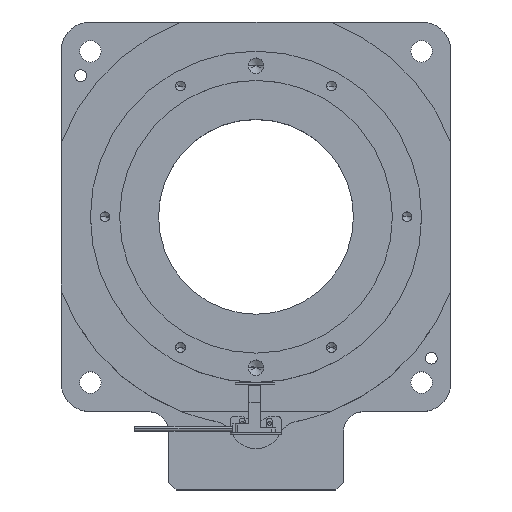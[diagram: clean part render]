
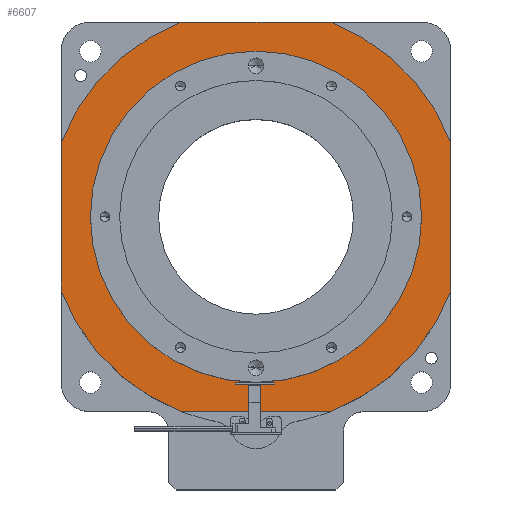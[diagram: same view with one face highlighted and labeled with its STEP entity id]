
A CAD part, top view. The second image highlights one B-rep face of the part: STEP entity #6607.
In plain terms, the highlighted planar face has unit normal (0, 0, 1).
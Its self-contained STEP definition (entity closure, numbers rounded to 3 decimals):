
#22 = EDGE_CURVE ( 'NONE', #3189, #7704, #7698, .T. ) ;
#111 = CARTESIAN_POINT ( 'NONE',  ( 0., 0., 37.6 ) ) ;
#187 = CIRCLE ( 'NONE', #1285, 85. ) ;
#260 = DIRECTION ( 'NONE',  ( 1., 0., 0. ) ) ;
#339 = DIRECTION ( 'NONE',  ( 0., 0., -1. ) ) ;
#400 = CARTESIAN_POINT ( 'NONE',  ( 85., 0., 37.6 ) ) ;
#449 = CARTESIAN_POINT ( 'NONE',  ( -38.066, -100., 37.6 ) ) ;
#573 = DIRECTION ( 'NONE',  ( 1., 0., 0. ) ) ;
#664 = CARTESIAN_POINT ( 'NONE',  ( -100., 38.066, 37.6 ) ) ;
#737 = CARTESIAN_POINT ( 'NONE',  ( 100., -38.066, 37.6 ) ) ;
#757 = ORIENTED_EDGE ( 'NONE', *, *, #2396, .T. ) ;
#860 = VERTEX_POINT ( 'NONE', #400 ) ;
#1068 = CARTESIAN_POINT ( 'NONE',  ( -100., -38.066, 37.6 ) ) ;
#1102 = VERTEX_POINT ( 'NONE', #3418 ) ;
#1130 = ORIENTED_EDGE ( 'NONE', *, *, #6302, .T. ) ;
#1150 = FACE_OUTER_BOUND ( 'NONE', #1566, .T. ) ;
#1285 = AXIS2_PLACEMENT_3D ( 'NONE', #111, #1362, #573 ) ;
#1345 = VERTEX_POINT ( 'NONE', #5311 ) ;
#1362 = DIRECTION ( 'NONE',  ( 0., 0., -1. ) ) ;
#1509 = CARTESIAN_POINT ( 'NONE',  ( -85., 0., 37.6 ) ) ;
#1566 = EDGE_LOOP ( 'NONE', ( #2518, #7478, #7908, #2923, #1130, #6661, #757, #1876 ) ) ;
#1570 = FACE_BOUND ( 'NONE', #2020, .T. ) ;
#1574 = VERTEX_POINT ( 'NONE', #8439 ) ;
#1779 = DIRECTION ( 'NONE',  ( 0., 0., 1. ) ) ;
#1820 = DIRECTION ( 'NONE',  ( 1., 0., 0. ) ) ;
#1876 = ORIENTED_EDGE ( 'NONE', *, *, #5781, .T. ) ;
#2020 = EDGE_LOOP ( 'NONE', ( #6464, #8075 ) ) ;
#2315 = CARTESIAN_POINT ( 'NONE',  ( -38.066, -100., 37.6 ) ) ;
#2396 = EDGE_CURVE ( 'NONE', #1574, #5351, #6517, .T. ) ;
#2405 = VERTEX_POINT ( 'NONE', #1509 ) ;
#2455 = CARTESIAN_POINT ( 'NONE',  ( 0., 0., 37.6 ) ) ;
#2518 = ORIENTED_EDGE ( 'NONE', *, *, #5353, .T. ) ;
#2546 = DIRECTION ( 'NONE',  ( 1., 0., 0. ) ) ;
#2880 = CARTESIAN_POINT ( 'NONE',  ( 0., 0., 37.6 ) ) ;
#2923 = ORIENTED_EDGE ( 'NONE', *, *, #22, .T. ) ;
#3189 = VERTEX_POINT ( 'NONE', #737 ) ;
#3229 = EDGE_CURVE ( 'NONE', #5649, #1102, #6874, .T. ) ;
#3347 = LINE ( 'NONE', #7853, #3916 ) ;
#3418 = CARTESIAN_POINT ( 'NONE',  ( 38.066, -100., 37.6 ) ) ;
#3435 = DIRECTION ( 'NONE',  ( -1., 0., 0. ) ) ;
#3726 = DIRECTION ( 'NONE',  ( 1., 0., 0. ) ) ;
#3774 = CARTESIAN_POINT ( 'NONE',  ( 0., 0., 37.6 ) ) ;
#3775 = CIRCLE ( 'NONE', #7246, 107. ) ;
#3916 = VECTOR ( 'NONE', #3435, 1000. ) ;
#3923 = EDGE_CURVE ( 'NONE', #860, #2405, #187, .T. ) ;
#4157 = CIRCLE ( 'NONE', #5673, 107. ) ;
#4161 = AXIS2_PLACEMENT_3D ( 'NONE', #6866, #7386, #4213 ) ;
#4213 = DIRECTION ( 'NONE',  ( 1., 0., 0. ) ) ;
#4214 = CIRCLE ( 'NONE', #5316, 107. ) ;
#4264 = CARTESIAN_POINT ( 'NONE',  ( 100., -38.066, 37.6 ) ) ;
#4477 = EDGE_CURVE ( 'NONE', #1102, #3189, #4157, .T. ) ;
#4592 = DIRECTION ( 'NONE',  ( 0., -1., 0. ) ) ;
#5183 = EDGE_CURVE ( 'NONE', #2405, #860, #5434, .T. ) ;
#5311 = CARTESIAN_POINT ( 'NONE',  ( 38.066, 100., 37.6 ) ) ;
#5316 = AXIS2_PLACEMENT_3D ( 'NONE', #2455, #6482, #2546 ) ;
#5351 = VERTEX_POINT ( 'NONE', #6378 ) ;
#5352 = VERTEX_POINT ( 'NONE', #1068 ) ;
#5353 = EDGE_CURVE ( 'NONE', #5352, #5649, #3775, .T. ) ;
#5355 = CARTESIAN_POINT ( 'NONE',  ( 100., 38.066, 37.6 ) ) ;
#5415 = VECTOR ( 'NONE', #5771, 1000. ) ;
#5434 = CIRCLE ( 'NONE', #5840, 85. ) ;
#5445 = DIRECTION ( 'NONE',  ( 1., 0., 0. ) ) ;
#5495 = EDGE_CURVE ( 'NONE', #1345, #1574, #3347, .T. ) ;
#5517 = DIRECTION ( 'NONE',  ( 1., 0., 0. ) ) ;
#5649 = VERTEX_POINT ( 'NONE', #449 ) ;
#5673 = AXIS2_PLACEMENT_3D ( 'NONE', #7024, #1779, #1820 ) ;
#5771 = DIRECTION ( 'NONE',  ( 0., 1., 0. ) ) ;
#5781 = EDGE_CURVE ( 'NONE', #5351, #5352, #7279, .T. ) ;
#5840 = AXIS2_PLACEMENT_3D ( 'NONE', #2880, #339, #5517 ) ;
#6302 = EDGE_CURVE ( 'NONE', #7704, #1345, #4214, .T. ) ;
#6378 = CARTESIAN_POINT ( 'NONE',  ( -100., 38.066, 37.6 ) ) ;
#6464 = ORIENTED_EDGE ( 'NONE', *, *, #3923, .T. ) ;
#6482 = DIRECTION ( 'NONE',  ( 0., 0., 1. ) ) ;
#6517 = CIRCLE ( 'NONE', #4161, 107. ) ;
#6607 = ADVANCED_FACE ( 'NONE', ( #1570, #1150 ), #6844, .T. ) ;
#6661 = ORIENTED_EDGE ( 'NONE', *, *, #5495, .T. ) ;
#6844 = PLANE ( 'NONE',  #7242 ) ;
#6866 = CARTESIAN_POINT ( 'NONE',  ( 0., 0., 37.6 ) ) ;
#6874 = LINE ( 'NONE', #2315, #7125 ) ;
#7024 = CARTESIAN_POINT ( 'NONE',  ( 0., 0., 37.6 ) ) ;
#7125 = VECTOR ( 'NONE', #260, 1000. ) ;
#7242 = AXIS2_PLACEMENT_3D ( 'NONE', #3774, #7488, #5445 ) ;
#7246 = AXIS2_PLACEMENT_3D ( 'NONE', #7694, #7812, #3726 ) ;
#7279 = LINE ( 'NONE', #664, #8076 ) ;
#7386 = DIRECTION ( 'NONE',  ( 0., 0., 1. ) ) ;
#7478 = ORIENTED_EDGE ( 'NONE', *, *, #3229, .T. ) ;
#7488 = DIRECTION ( 'NONE',  ( 0., 0., 1. ) ) ;
#7694 = CARTESIAN_POINT ( 'NONE',  ( 0., 0., 37.6 ) ) ;
#7698 = LINE ( 'NONE', #4264, #5415 ) ;
#7704 = VERTEX_POINT ( 'NONE', #5355 ) ;
#7812 = DIRECTION ( 'NONE',  ( 0., 0., 1. ) ) ;
#7853 = CARTESIAN_POINT ( 'NONE',  ( 38.066, 100., 37.6 ) ) ;
#7908 = ORIENTED_EDGE ( 'NONE', *, *, #4477, .T. ) ;
#8075 = ORIENTED_EDGE ( 'NONE', *, *, #5183, .T. ) ;
#8076 = VECTOR ( 'NONE', #4592, 1000. ) ;
#8439 = CARTESIAN_POINT ( 'NONE',  ( -38.066, 100., 37.6 ) ) ;
